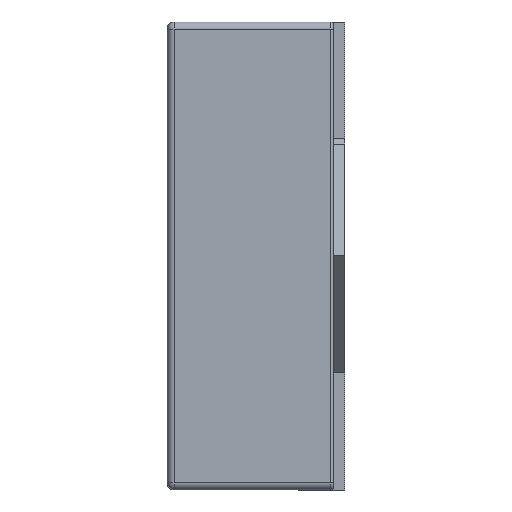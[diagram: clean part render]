
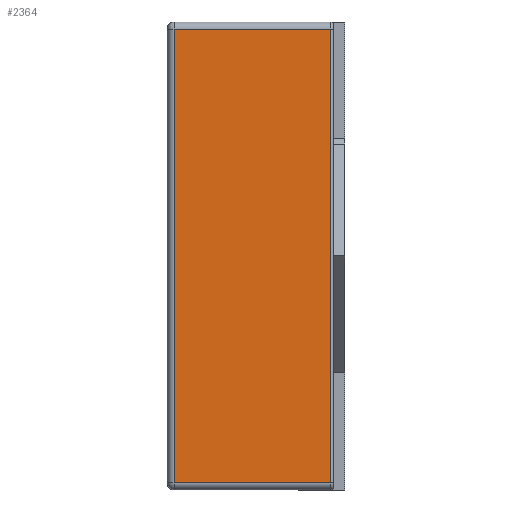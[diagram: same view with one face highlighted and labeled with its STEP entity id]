
A CAD part, left-side view. The second image highlights one B-rep face of the part: STEP entity #2364.
In plain terms, the highlighted planar face has unit normal (-1, 0, 0).
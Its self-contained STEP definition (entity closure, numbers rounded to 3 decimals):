
#71 = LINE ( 'NONE', #107, #857 ) ;
#107 = CARTESIAN_POINT ( 'NONE',  ( -0.5, 0.38, -0.485 ) ) ;
#147 = EDGE_CURVE ( 'NONE', #2876, #2089, #3406, .T. ) ;
#217 = DIRECTION ( 'NONE',  ( 0., 1., 0. ) ) ;
#351 = ORIENTED_EDGE ( 'NONE', *, *, #1395, .T. ) ;
#402 = FACE_OUTER_BOUND ( 'NONE', #2254, .T. ) ;
#412 = CARTESIAN_POINT ( 'NONE',  ( -0.5, 0.365, -0.5 ) ) ;
#603 = DIRECTION ( 'NONE',  ( 1., 0., 0. ) ) ;
#649 = LINE ( 'NONE', #412, #1367 ) ;
#749 = VERTEX_POINT ( 'NONE', #3287 ) ;
#758 = CARTESIAN_POINT ( 'NONE',  ( -0.5, 0.03, -0.485 ) ) ;
#857 = VECTOR ( 'NONE', #1962, 1000. ) ;
#919 = DIRECTION ( 'NONE',  ( 0., 0., -1. ) ) ;
#1146 = VERTEX_POINT ( 'NONE', #3300 ) ;
#1160 = ORIENTED_EDGE ( 'NONE', *, *, #2562, .T. ) ;
#1296 = VECTOR ( 'NONE', #2002, 1000. ) ;
#1367 = VECTOR ( 'NONE', #919, 1000. ) ;
#1395 = EDGE_CURVE ( 'NONE', #2089, #1146, #2225, .T. ) ;
#1497 = AXIS2_PLACEMENT_3D ( 'NONE', #2224, #603, #2459 ) ;
#1520 = VECTOR ( 'NONE', #217, 1000. ) ;
#1604 = ORIENTED_EDGE ( 'NONE', *, *, #2404, .T. ) ;
#1945 = ORIENTED_EDGE ( 'NONE', *, *, #147, .T. ) ;
#1962 = DIRECTION ( 'NONE',  ( 0., -1., 0. ) ) ;
#2002 = DIRECTION ( 'NONE',  ( 0., 0., 1. ) ) ;
#2089 = VERTEX_POINT ( 'NONE', #2138 ) ;
#2138 = CARTESIAN_POINT ( 'NONE',  ( -0.5, 0.03, 0.485 ) ) ;
#2224 = CARTESIAN_POINT ( 'NONE',  ( -0.5, 0.38, -0.5 ) ) ;
#2225 = LINE ( 'NONE', #2365, #1520 ) ;
#2254 = EDGE_LOOP ( 'NONE', ( #1160, #1945, #351, #1604 ) ) ;
#2271 = CARTESIAN_POINT ( 'NONE',  ( -0.5, 0.03, -0.5 ) ) ;
#2364 = ADVANCED_FACE ( 'NONE', ( #402 ), #3244, .F. ) ;
#2365 = CARTESIAN_POINT ( 'NONE',  ( -0.5, 0.38, 0.485 ) ) ;
#2404 = EDGE_CURVE ( 'NONE', #1146, #749, #649, .T. ) ;
#2459 = DIRECTION ( 'NONE',  ( 0., 0., -1. ) ) ;
#2562 = EDGE_CURVE ( 'NONE', #749, #2876, #71, .T. ) ;
#2876 = VERTEX_POINT ( 'NONE', #758 ) ;
#3244 = PLANE ( 'NONE',  #1497 ) ;
#3287 = CARTESIAN_POINT ( 'NONE',  ( -0.5, 0.365, -0.485 ) ) ;
#3300 = CARTESIAN_POINT ( 'NONE',  ( -0.5, 0.365, 0.485 ) ) ;
#3406 = LINE ( 'NONE', #2271, #1296 ) ;
